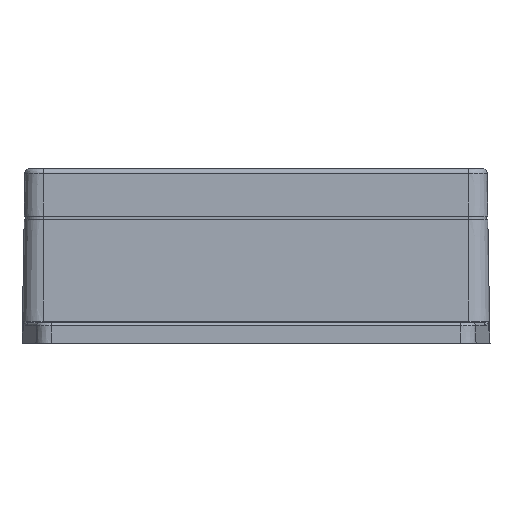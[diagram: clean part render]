
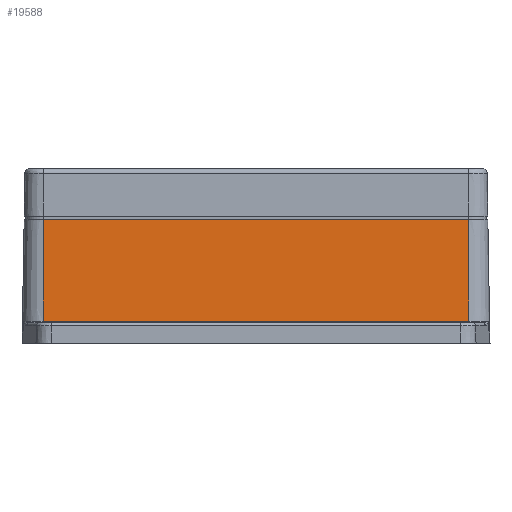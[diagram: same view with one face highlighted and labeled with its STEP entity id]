
A CAD part, front view. The second image highlights one B-rep face of the part: STEP entity #19588.
In plain terms, the highlighted planar face has unit normal (0, -1, 0.018).
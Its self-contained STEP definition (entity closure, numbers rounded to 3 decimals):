
#3325 = CARTESIAN_POINT ( 'NONE',  ( -92397.639, -46751.147, -21.737 ) ) ;
#3343 = CARTESIAN_POINT ( 'NONE',  ( -92397.639, -46751.706, -53.746 ) ) ;
#3360 = LINE ( 'NONE', #3398, #3397 ) ;
#3396 = DIRECTION ( 'NONE',  ( 0., 0.017, 1. ) ) ;
#3397 = VECTOR ( 'NONE', #3396, 1000. ) ;
#3398 = CARTESIAN_POINT ( 'NONE',  ( -92397.639, -46751.488, -41.237 ) ) ;
#3412 = LINE ( 'NONE', #3454, #3446 ) ;
#3446 = VECTOR ( 'NONE', #3453, 1000. ) ;
#3453 = DIRECTION ( 'NONE',  ( 1., 0., 0. ) ) ;
#3454 = CARTESIAN_POINT ( 'NONE',  ( -92330.639, -46751.706, -53.746 ) ) ;
#3471 = CARTESIAN_POINT ( 'NONE',  ( -92263.639, -46751.706, -53.746 ) ) ;
#3478 = DIRECTION ( 'NONE',  ( 0., -0.017, -1. ) ) ;
#3479 = CARTESIAN_POINT ( 'NONE',  ( -92263.639, -46751.488, -41.237 ) ) ;
#3486 = LINE ( 'NONE', #3479, #3499 ) ;
#3487 = FACE_OUTER_BOUND ( 'NONE', #19593, .T. ) ;
#3499 = VECTOR ( 'NONE', #3478, 1000. ) ;
#3510 = DIRECTION ( 'NONE',  ( 1., 0., 0. ) ) ;
#3511 = VECTOR ( 'NONE', #3510, 1000. ) ;
#3515 = DIRECTION ( 'NONE',  ( 0., -0.017, -1. ) ) ;
#3516 = DIRECTION ( 'NONE',  ( 0., -1., 0.017 ) ) ;
#3517 = CARTESIAN_POINT ( 'NONE',  ( -92330.639, -46751.147, -21.737 ) ) ;
#3518 = AXIS2_PLACEMENT_3D ( 'NONE', #3517, #3516, #3515 ) ;
#3520 = CARTESIAN_POINT ( 'NONE',  ( -92330.639, -46751.147, -21.737 ) ) ;
#3521 = LINE ( 'NONE', #3520, #3511 ) ;
#3526 = CARTESIAN_POINT ( 'NONE',  ( -92263.639, -46751.147, -21.737 ) ) ;
#3531 = PLANE ( 'NONE',  #3518 ) ;
#19506 = VERTEX_POINT ( 'NONE', #3325 ) ;
#19507 = VERTEX_POINT ( 'NONE', #3343 ) ;
#19516 = EDGE_CURVE ( 'NONE', #19507, #19506, #3360, .T. ) ;
#19531 = ORIENTED_EDGE ( 'NONE', *, *, #19589, .F. ) ;
#19551 = EDGE_CURVE ( 'NONE', #19507, #19568, #3412, .T. ) ;
#19568 = VERTEX_POINT ( 'NONE', #3471 ) ;
#19574 = ORIENTED_EDGE ( 'NONE', *, *, #19551, .T. ) ;
#19575 = ORIENTED_EDGE ( 'NONE', *, *, #19516, .F. ) ;
#19576 = EDGE_CURVE ( 'NONE', #19599, #19568, #3486, .T. ) ;
#19577 = ORIENTED_EDGE ( 'NONE', *, *, #19576, .F. ) ;
#19588 = ADVANCED_FACE ( 'NONE', ( #3487 ), #3531, .T. ) ;
#19589 = EDGE_CURVE ( 'NONE', #19506, #19599, #3521, .T. ) ;
#19593 = EDGE_LOOP ( 'NONE', ( #19531, #19575, #19574, #19577 ) ) ;
#19599 = VERTEX_POINT ( 'NONE', #3526 ) ;
